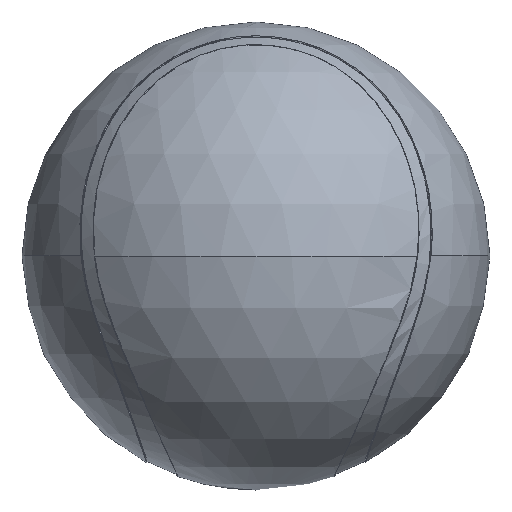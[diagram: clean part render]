
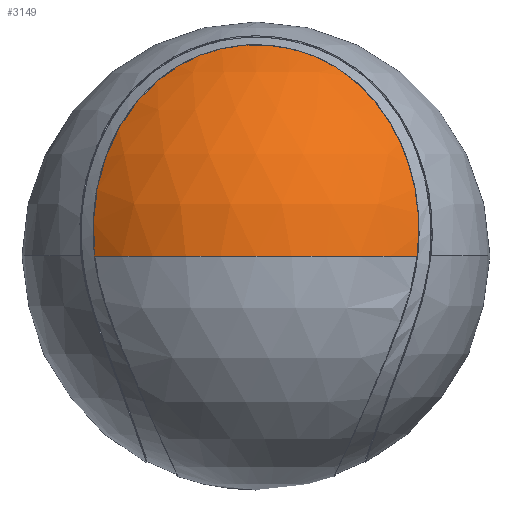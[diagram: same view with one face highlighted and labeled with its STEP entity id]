
A CAD part, front view. The second image highlights one B-rep face of the part: STEP entity #3149.
In plain terms, the highlighted spherical face has radius 34 mm.
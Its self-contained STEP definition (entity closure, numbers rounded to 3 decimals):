
#10 = CARTESIAN_POINT ( 'NONE',  ( 14.386, -17.372, 25.459 ) ) ;
#33 = CARTESIAN_POINT ( 'NONE',  ( 22.666, -22.404, 11.881 ) ) ;
#58 = CARTESIAN_POINT ( 'NONE',  ( 21.352, -21.27, 15.745 ) ) ;
#65 = CARTESIAN_POINT ( 'NONE',  ( 0., 0., 0. ) ) ;
#82 = VERTEX_POINT ( 'NONE', #733 ) ;
#123 = ORIENTED_EDGE ( 'NONE', *, *, #2217, .T. ) ;
#160 = CARTESIAN_POINT ( 'NONE',  ( 0., 0., 0. ) ) ;
#209 = VERTEX_POINT ( 'NONE', #1305 ) ;
#241 = CARTESIAN_POINT ( 'NONE',  ( -12.649, -16.719, 26.771 ) ) ;
#254 = EDGE_LOOP ( 'NONE', ( #1527, #621, #123 ) ) ;
#264 = CARTESIAN_POINT ( 'NONE',  ( -11.503, -16.338, 27.513 ) ) ;
#275 = CARTESIAN_POINT ( 'NONE',  ( -11.113, -16.218, 27.744 ) ) ;
#410 = EDGE_CURVE ( 'NONE', #82, #209, #1860, .T. ) ;
#504 = CARTESIAN_POINT ( 'NONE',  ( -1.945, -14.587, 30.708 ) ) ;
#516 = CARTESIAN_POINT ( 'NONE',  ( 6.401, -15.115, 29.779 ) ) ;
#525 = CARTESIAN_POINT ( 'NONE',  ( 7.727, -15.362, 29.335 ) ) ;
#546 = CARTESIAN_POINT ( 'NONE',  ( -23.721, -24.09, 3.725 ) ) ;
#554 = CARTESIAN_POINT ( 'NONE',  ( 21.522, -21.403, 15.327 ) ) ;
#574 = CARTESIAN_POINT ( 'NONE',  ( 21.844, -21.665, 14.48 ) ) ;
#621 = ORIENTED_EDGE ( 'NONE', *, *, #410, .F. ) ;
#733 = CARTESIAN_POINT ( 'NONE',  ( -23.504, -24.568, 0. ) ) ;
#769 = CARTESIAN_POINT ( 'NONE',  ( -23.547, -23.46, 7.394 ) ) ;
#776 = CIRCLE ( 'NONE', #2355, 34. ) ;
#810 = CARTESIAN_POINT ( 'NONE',  ( -21.86, -21.673, 14.467 ) ) ;
#820 = CARTESIAN_POINT ( 'NONE',  ( 19.593, -20.017, 19.365 ) ) ;
#841 = CARTESIAN_POINT ( 'NONE',  ( 17.209, -18.678, 22.61 ) ) ;
#1035 = CARTESIAN_POINT ( 'NONE',  ( -23.706, -23.944, 4.647 ) ) ;
#1069 = CARTESIAN_POINT ( 'NONE',  ( -6.049, -15.057, 29.882 ) ) ;
#1078 = CARTESIAN_POINT ( 'NONE',  ( -9.097, -15.66, 28.79 ) ) ;
#1088 = CARTESIAN_POINT ( 'NONE',  ( 15.706, -17.942, 24.255 ) ) ;
#1098 = CARTESIAN_POINT ( 'NONE',  ( 23.711, -24.089, 3.702 ) ) ;
#1125 = CARTESIAN_POINT ( 'NONE',  ( 23.671, -24.355, 1.846 ) ) ;
#1194 = DIRECTION ( 'NONE',  ( -1., 0., 0. ) ) ;
#1305 = CARTESIAN_POINT ( 'NONE',  ( 23.504, -24.568, 0. ) ) ;
#1317 = CARTESIAN_POINT ( 'NONE',  ( 2.296, -14.649, 30.6 ) ) ;
#1327 = CARTESIAN_POINT ( 'NONE',  ( -3.79, -14.727, 30.468 ) ) ;
#1337 = CARTESIAN_POINT ( 'NONE',  ( -23.289, -23.076, 9.199 ) ) ;
#1352 = AXIS2_PLACEMENT_3D ( 'NONE', #65, #1770, #1194 ) ;
#1393 = CARTESIAN_POINT ( 'NONE',  ( 22.422, -22.168, 12.755 ) ) ;
#1527 = ORIENTED_EDGE ( 'NONE', *, *, #3124, .F. ) ;
#1569 = VERTEX_POINT ( 'NONE', #2857 ) ;
#1593 = CARTESIAN_POINT ( 'NONE',  ( 4.604, -14.848, 30.253 ) ) ;
#1603 = CARTESIAN_POINT ( 'NONE',  ( 1.828, -14.624, 30.643 ) ) ;
#1640 = CARTESIAN_POINT ( 'NONE',  ( 20.455, -20.593, 17.805 ) ) ;
#1673 = CARTESIAN_POINT ( 'NONE',  ( 23.607, -24.469, 0.921 ) ) ;
#1687 = CARTESIAN_POINT ( 'NONE',  ( 13.687, -17.093, 26.027 ) ) ;
#1742 = DIRECTION ( 'NONE',  ( -1., 0., 0. ) ) ;
#1770 = DIRECTION ( 'NONE',  ( 0., 0., -1. ) ) ;
#1859 = AXIS2_PLACEMENT_3D ( 'NONE', #160, #3132, #1742 ) ;
#1860 = B_SPLINE_CURVE_WITH_KNOTS ( 'NONE', 3,
 ( #3183, #2394, #2430, #546, #1035, #769, #1337, #2724, #3506, #810, #2975, #2461, #3495, #3218, #2136, #1899, #2711, #3251, #3520, #1865, #2736, #241, #3240, #264, #275, #2419, #1078, #2184, #2172, #2964, #1069, #1327, #504, #2692, #2954, #1603, #1317, #2159, #1593, #2148, #516, #3230, #525, #2441, #2205, #1958, #3041, #1687, #10, #1088, #2471, #841, #3031, #2518, #1911, #820, #1640, #58, #554, #574, #2997, #1393, #33, #2504, #2493, #2746, #2756, #1098, #2227, #1125, #1673, #2767 ),
 .UNSPECIFIED., .F., .F.,
 ( 4, 2, 2, 2, 2, 2, 2, 2, 2, 2, 2, 2, 2, 2, 2, 2, 2, 2, 2, 2, 2, 2, 2, 2, 2, 2, 2, 2, 2, 2, 2, 2, 2, 2, 2, 4 ),
 ( 0.096, 0.099, 0.102, 0.107, 0.11, 0.113, 0.119, 0.12, 0.121, 0.124, 0.127, 0.128, 0.13, 0.132, 0.134, 0.135, 0.141, 0.142, 0.144, 0.146, 0.148, 0.149, 0.152, 0.155, 0.158, 0.16, 0.162, 0.163, 0.169, 0.17, 0.172, 0.174, 0.18, 0.181, 0.183, 0.186 ),
 .UNSPECIFIED. ) ;
#1865 = CARTESIAN_POINT ( 'NONE',  ( -14.444, -17.396, 25.409 ) ) ;
#1899 = CARTESIAN_POINT ( 'NONE',  ( -17.531, -18.846, 22.22 ) ) ;
#1911 = CARTESIAN_POINT ( 'NONE',  ( 18.313, -19.275, 21.198 ) ) ;
#1958 = CARTESIAN_POINT ( 'NONE',  ( 11.441, -16.311, 27.567 ) ) ;
#2136 = CARTESIAN_POINT ( 'NONE',  ( -18.079, -19.144, 21.515 ) ) ;
#2148 = CARTESIAN_POINT ( 'NONE',  ( 5.954, -15.042, 29.908 ) ) ;
#2159 = CARTESIAN_POINT ( 'NONE',  ( 3.689, -14.749, 30.426 ) ) ;
#2172 = CARTESIAN_POINT ( 'NONE',  ( -7.384, -15.293, 29.459 ) ) ;
#2184 = CARTESIAN_POINT ( 'NONE',  ( -7.817, -15.38, 29.301 ) ) ;
#2205 = CARTESIAN_POINT ( 'NONE',  ( 9.845, -15.851, 28.438 ) ) ;
#2217 = EDGE_CURVE ( 'NONE', #82, #1569, #776, .T. ) ;
#2227 = CARTESIAN_POINT ( 'NONE',  ( 23.709, -24.159, 3.237 ) ) ;
#2252 = CARTESIAN_POINT ( 'NONE',  ( 0., 0., 0. ) ) ;
#2355 = AXIS2_PLACEMENT_3D ( 'NONE', #2252, #2529, #2800 ) ;
#2394 = CARTESIAN_POINT ( 'NONE',  ( -23.608, -24.468, 0.928 ) ) ;
#2419 = CARTESIAN_POINT ( 'NONE',  ( -9.92, -15.871, 28.4 ) ) ;
#2430 = CARTESIAN_POINT ( 'NONE',  ( -23.672, -24.352, 1.867 ) ) ;
#2441 = CARTESIAN_POINT ( 'NONE',  ( 9.017, -15.641, 28.826 ) ) ;
#2461 = CARTESIAN_POINT ( 'NONE',  ( -20.478, -20.609, 17.759 ) ) ;
#2471 = CARTESIAN_POINT ( 'NONE',  ( 16.329, -18.234, 23.617 ) ) ;
#2493 = CARTESIAN_POINT ( 'NONE',  ( 23.545, -23.456, 7.416 ) ) ;
#2504 = CARTESIAN_POINT ( 'NONE',  ( 23.284, -23.07, 9.227 ) ) ;
#2518 = CARTESIAN_POINT ( 'NONE',  ( 18.045, -19.125, 21.559 ) ) ;
#2529 = DIRECTION ( 'NONE',  ( 0., 0., 1. ) ) ;
#2536 = FACE_OUTER_BOUND ( 'NONE', #254, .T. ) ;
#2692 = CARTESIAN_POINT ( 'NONE',  ( 0.41, -14.583, 30.714 ) ) ;
#2711 = CARTESIAN_POINT ( 'NONE',  ( -17.248, -18.698, 22.563 ) ) ;
#2724 = CARTESIAN_POINT ( 'NONE',  ( -22.67, -22.408, 11.866 ) ) ;
#2736 = CARTESIAN_POINT ( 'NONE',  ( -13.751, -17.118, 25.976 ) ) ;
#2746 = CARTESIAN_POINT ( 'NONE',  ( 23.68, -23.864, 5.1 ) ) ;
#2756 = CARTESIAN_POINT ( 'NONE',  ( 23.697, -23.942, 4.633 ) ) ;
#2767 = CARTESIAN_POINT ( 'NONE',  ( 23.504, -24.568, 0. ) ) ;
#2800 = DIRECTION ( 'NONE',  ( 1., 0., 0. ) ) ;
#2857 = CARTESIAN_POINT ( 'NONE',  ( 0., -34., 0. ) ) ;
#2954 = CARTESIAN_POINT ( 'NONE',  ( 0.885, -14.591, 30.701 ) ) ;
#2964 = CARTESIAN_POINT ( 'NONE',  ( -6.5, -15.131, 29.749 ) ) ;
#2975 = CARTESIAN_POINT ( 'NONE',  ( -21.542, -21.414, 15.306 ) ) ;
#2997 = CARTESIAN_POINT ( 'NONE',  ( 21.997, -21.794, 14.05 ) ) ;
#3031 = CARTESIAN_POINT ( 'NONE',  ( 17.494, -18.827, 22.265 ) ) ;
#3041 = CARTESIAN_POINT ( 'NONE',  ( 12.208, -16.561, 27.085 ) ) ;
#3079 = CIRCLE ( 'NONE', #1859, 34. ) ;
#3124 = EDGE_CURVE ( 'NONE', #209, #1569, #3079, .T. ) ;
#3132 = DIRECTION ( 'NONE',  ( 0., 0., -1. ) ) ;
#3149 = ADVANCED_FACE ( 'NONE', ( #2536 ), #3241, .T. ) ;
#3183 = CARTESIAN_POINT ( 'NONE',  ( -23.504, -24.568, 0. ) ) ;
#3218 = CARTESIAN_POINT ( 'NONE',  ( -18.345, -19.293, 21.153 ) ) ;
#3230 = CARTESIAN_POINT ( 'NONE',  ( 7.287, -15.274, 29.493 ) ) ;
#3240 = CARTESIAN_POINT ( 'NONE',  ( -12.271, -16.589, 27.027 ) ) ;
#3241 = SPHERICAL_SURFACE ( 'NONE', #1352, 34. ) ;
#3251 = CARTESIAN_POINT ( 'NONE',  ( -16.373, -18.256, 23.569 ) ) ;
#3495 = CARTESIAN_POINT ( 'NONE',  ( -19.623, -20.036, 19.315 ) ) ;
#3506 = CARTESIAN_POINT ( 'NONE',  ( -22.424, -22.17, 12.75 ) ) ;
#3520 = CARTESIAN_POINT ( 'NONE',  ( -15.755, -17.964, 24.206 ) ) ;
